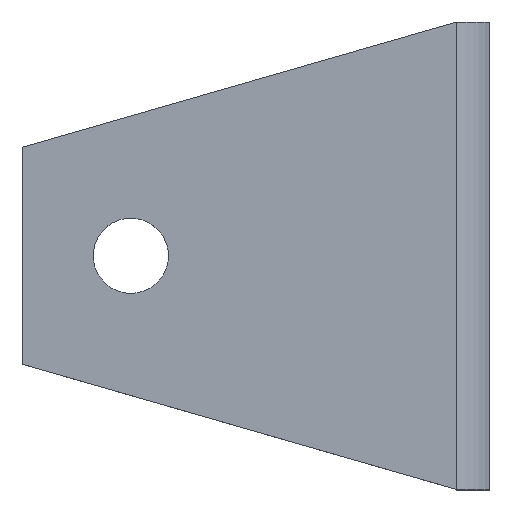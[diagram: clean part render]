
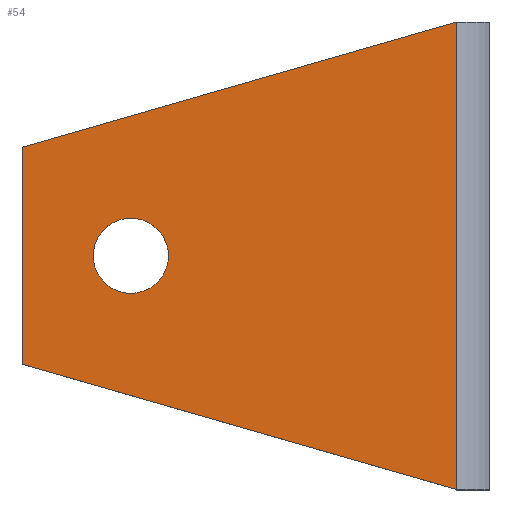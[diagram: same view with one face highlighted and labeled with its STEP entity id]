
A CAD part, top view. The second image highlights one B-rep face of the part: STEP entity #54.
In plain terms, the highlighted planar face has unit normal (0, 0, 1).
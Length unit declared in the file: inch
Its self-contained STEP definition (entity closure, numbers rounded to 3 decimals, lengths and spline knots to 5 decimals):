
#54=ADVANCED_FACE('',(#118,#119),#120,.T.);
#118=FACE_BOUND('',#207,.T.);
#119=FACE_OUTER_BOUND('',#208,.T.);
#120=PLANE('',#209);
#207=EDGE_LOOP('',(#332,#333,#334,#335));
#208=EDGE_LOOP('',(#336,#337,#338,#339));
#209=AXIS2_PLACEMENT_3D('',#340,#341,#342);
#332=ORIENTED_EDGE('',*,*,#489,.T.);
#333=ORIENTED_EDGE('',*,*,#491,.T.);
#334=ORIENTED_EDGE('',*,*,#492,.T.);
#335=ORIENTED_EDGE('',*,*,#480,.T.);
#336=ORIENTED_EDGE('',*,*,#484,.F.);
#337=ORIENTED_EDGE('',*,*,#475,.F.);
#338=ORIENTED_EDGE('',*,*,#493,.F.);
#339=ORIENTED_EDGE('',*,*,#494,.T.);
#340=CARTESIAN_POINT('',(-4.45212,3.37113,0.03661));
#341=DIRECTION('',(0.,0.,1.0));
#342=DIRECTION('',(1.0,0.0,0.));
#475=EDGE_CURVE('',#551,#553,#554,.T.);
#480=EDGE_CURVE('',#562,#560,#563,.T.);
#484=EDGE_CURVE('',#553,#568,#569,.T.);
#489=EDGE_CURVE('',#560,#574,#576,.T.);
#491=EDGE_CURVE('',#574,#578,#579,.T.);
#492=EDGE_CURVE('',#578,#562,#580,.T.);
#493=EDGE_CURVE('',#581,#551,#582,.T.);
#494=EDGE_CURVE('',#581,#568,#583,.T.);
#551=VERTEX_POINT('',#661);
#553=VERTEX_POINT('',#664);
#554=LINE('',#665,#666);
#560=VERTEX_POINT('',#676);
#562=VERTEX_POINT('',#679);
#563=B_SPLINE_CURVE_WITH_KNOTS('',3,(#680,#681,#682,#683),.UNSPECIFIED.,.F.,.F.,(4,4),(0.0,80.0),.UNSPECIFIED.);
#568=VERTEX_POINT('',#690);
#569=LINE('',#691,#692);
#574=VERTEX_POINT('',#701);
#576=B_SPLINE_CURVE_WITH_KNOTS('',3,(#704,#705,#706,#707),.UNSPECIFIED.,.F.,.F.,(4,4),(0.0,80.0),.UNSPECIFIED.);
#578=VERTEX_POINT('',#709);
#579=B_SPLINE_CURVE_WITH_KNOTS('',3,(#710,#711,#712,#713),.UNSPECIFIED.,.F.,.F.,(4,4),(0.0,80.0),.UNSPECIFIED.);
#580=B_SPLINE_CURVE_WITH_KNOTS('',3,(#714,#715,#716,#717),.UNSPECIFIED.,.F.,.F.,(4,4),(0.0,80.0),.UNSPECIFIED.);
#581=VERTEX_POINT('',#718);
#582=LINE('',#719,#720);
#583=LINE('',#721,#722);
#661=CARTESIAN_POINT('',(-6.33747,2.55687,0.03661));
#664=CARTESIAN_POINT('',(-6.33747,4.1854,0.03661));
#665=CARTESIAN_POINT('',(-6.33747,2.55687,0.03661));
#666=VECTOR('',#850,1.0);
#676=CARTESIAN_POINT('',(-5.24134,3.37113,0.03661));
#679=CARTESIAN_POINT('',(-5.5232,3.65299,0.03661));
#680=CARTESIAN_POINT('',(-5.5232,3.65299,0.03661));
#681=CARTESIAN_POINT('',(-5.36754,3.65299,0.03661));
#682=CARTESIAN_POINT('',(-5.24134,3.5268,0.03661));
#683=CARTESIAN_POINT('',(-5.24134,3.37113,0.03661));
#690=CARTESIAN_POINT('',(-3.08039,5.12494,0.03661));
#691=CARTESIAN_POINT('',(-6.33747,4.1854,0.03661));
#692=VECTOR('',#855,1.);
#701=CARTESIAN_POINT('',(-5.5232,3.08927,0.03661));
#704=CARTESIAN_POINT('',(-5.24134,3.37113,0.03661));
#705=CARTESIAN_POINT('',(-5.24134,3.21547,0.03661));
#706=CARTESIAN_POINT('',(-5.36754,3.08927,0.03661));
#707=CARTESIAN_POINT('',(-5.5232,3.08927,0.03661));
#709=CARTESIAN_POINT('',(-5.80507,3.37113,0.03661));
#710=CARTESIAN_POINT('',(-5.5232,3.08927,0.03661));
#711=CARTESIAN_POINT('',(-5.67888,3.08927,0.03661));
#712=CARTESIAN_POINT('',(-5.80507,3.21547,0.03661));
#713=CARTESIAN_POINT('',(-5.80507,3.37113,0.03661));
#714=CARTESIAN_POINT('',(-5.80507,3.37113,0.03661));
#715=CARTESIAN_POINT('',(-5.80507,3.5268,0.03661));
#716=CARTESIAN_POINT('',(-5.67888,3.65299,0.03661));
#717=CARTESIAN_POINT('',(-5.5232,3.65299,0.03661));
#718=CARTESIAN_POINT('',(-3.08039,1.61732,0.03661));
#719=CARTESIAN_POINT('',(-3.08039,1.61732,0.03661));
#720=VECTOR('',#858,1.);
#721=CARTESIAN_POINT('',(-3.08039,1.61732,0.03661));
#722=VECTOR('',#859,1.0);
#850=DIRECTION('',(0.,1.0,0.));
#855=DIRECTION('',(0.961,0.277,0.));
#858=DIRECTION('',(-0.961,0.277,0.));
#859=DIRECTION('',(0.0,1.0,0.));
